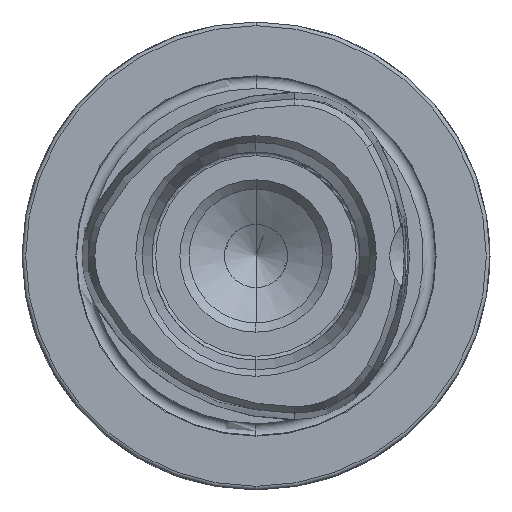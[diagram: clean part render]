
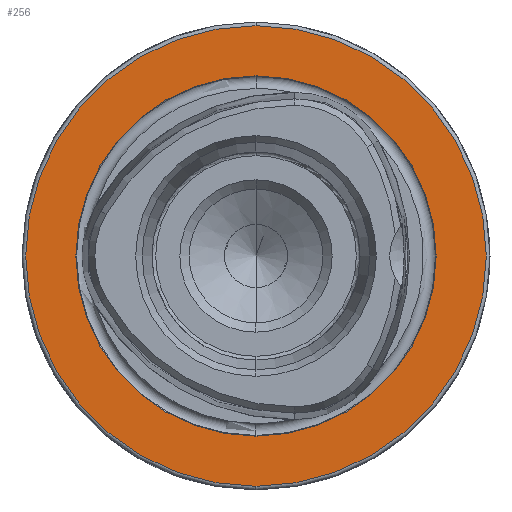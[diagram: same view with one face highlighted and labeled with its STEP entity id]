
A CAD part, left-side view. The second image highlights one B-rep face of the part: STEP entity #256.
In plain terms, the highlighted planar face has unit normal (-1, 0, 0).
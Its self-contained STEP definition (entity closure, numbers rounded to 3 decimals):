
#256 = ADVANCED_FACE ( 'NONE', ( #9753, #9787 ), #1800, .F. ) ;
#502 = ORIENTED_EDGE ( 'NONE', *, *, #4375, .F. ) ;
#615 = ORIENTED_EDGE ( 'NONE', *, *, #6383, .F. ) ;
#619 = ORIENTED_EDGE ( 'NONE', *, *, #6409, .T. ) ;
#716 = ORIENTED_EDGE ( 'NONE', *, *, #4376, .T. ) ;
#1215 = CIRCLE ( 'NONE', #9028, 31. ) ;
#1217 = CIRCLE ( 'NONE', #9027, 24.25 ) ;
#1637 = EDGE_LOOP ( 'NONE', ( #619, #716 ) ) ;
#1780 = DIRECTION ( 'NONE',  ( 0., 0., -1. ) ) ;
#1800 = PLANE ( 'NONE',  #8871 ) ;
#1810 = CARTESIAN_POINT ( 'NONE',  ( 0., 24.25, 0. ) ) ;
#1811 = DIRECTION ( 'NONE',  ( 1., 0., 0. ) ) ;
#2182 = CIRCLE ( 'NONE', #9319, 24.25 ) ;
#2207 = CIRCLE ( 'NONE', #9330, 31. ) ;
#3262 = CARTESIAN_POINT ( 'NONE',  ( 0., 0., 24.25 ) ) ;
#3798 = CARTESIAN_POINT ( 'NONE',  ( 0., 0., -24.25 ) ) ;
#4375 = EDGE_CURVE ( 'NONE', #5930, #4479, #1217, .T. ) ;
#4376 = EDGE_CURVE ( 'NONE', #8826, #8751, #1215, .T. ) ;
#4479 = VERTEX_POINT ( 'NONE', #3798 ) ;
#4700 = CARTESIAN_POINT ( 'NONE',  ( 0., 0., 31. ) ) ;
#4738 = CARTESIAN_POINT ( 'NONE',  ( 0., 0., -31. ) ) ;
#5930 = VERTEX_POINT ( 'NONE', #3262 ) ;
#6383 = EDGE_CURVE ( 'NONE', #4479, #5930, #2182, .T. ) ;
#6409 = EDGE_CURVE ( 'NONE', #8751, #8826, #2207, .T. ) ;
#6993 = CARTESIAN_POINT ( 'NONE',  ( 0., 0., 0. ) ) ;
#6994 = DIRECTION ( 'NONE',  ( -1., 0., 0. ) ) ;
#6995 = DIRECTION ( 'NONE',  ( 0., 0., 1. ) ) ;
#6996 = CARTESIAN_POINT ( 'NONE',  ( 0., 0., 0. ) ) ;
#6997 = DIRECTION ( 'NONE',  ( -1., 0., 0. ) ) ;
#6998 = DIRECTION ( 'NONE',  ( 0., 0., 1. ) ) ;
#7537 = CARTESIAN_POINT ( 'NONE',  ( 0., 0., 0. ) ) ;
#7538 = DIRECTION ( 'NONE',  ( -1., 0., 0. ) ) ;
#7539 = DIRECTION ( 'NONE',  ( 0., 0., 1. ) ) ;
#7656 = CARTESIAN_POINT ( 'NONE',  ( 0., 0., 0. ) ) ;
#7657 = DIRECTION ( 'NONE',  ( -1., 0., 0. ) ) ;
#7658 = DIRECTION ( 'NONE',  ( 0., 0., 1. ) ) ;
#8621 = EDGE_LOOP ( 'NONE', ( #502, #615 ) ) ;
#8751 = VERTEX_POINT ( 'NONE', #4700 ) ;
#8826 = VERTEX_POINT ( 'NONE', #4738 ) ;
#8871 = AXIS2_PLACEMENT_3D ( 'NONE', #1810, #1811, #1780 ) ;
#9027 = AXIS2_PLACEMENT_3D ( 'NONE', #6993, #6994, #6995 ) ;
#9028 = AXIS2_PLACEMENT_3D ( 'NONE', #6996, #6997, #6998 ) ;
#9319 = AXIS2_PLACEMENT_3D ( 'NONE', #7537, #7538, #7539 ) ;
#9330 = AXIS2_PLACEMENT_3D ( 'NONE', #7656, #7657, #7658 ) ;
#9753 = FACE_BOUND ( 'NONE', #8621, .T. ) ;
#9787 = FACE_OUTER_BOUND ( 'NONE', #1637, .T. ) ;
